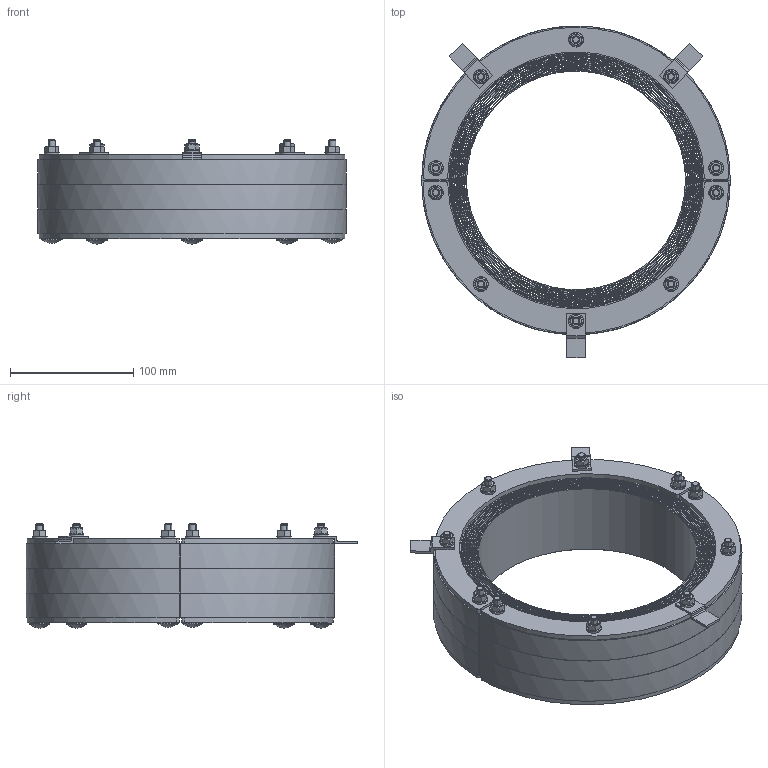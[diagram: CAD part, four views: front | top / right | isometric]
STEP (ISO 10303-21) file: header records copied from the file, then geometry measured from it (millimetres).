
FILE_DESCRIPTION((''),'2;1');
FILE_NAME('RS250.stp','2009-08-14T11:15:43',('JE BOHLIN'),('Roxtec International AB'),'Mechanical Desktop 2005','Mechanical Desktop 2005',', , ');
FILE_SCHEMA(('CONFIG_CONTROL_DESIGN'));
Length unit declared in the file: millimetre
Products named in the file (10): RS250; FIRST; RUBBER; MDM_BLUE; WASHER - ISO 7089 - 6 - 140 HV; HEX NUT - ISO 4032 - M6; CUP HEAD SQUARE NECK BOLT - DIN 603 - M6 X 80; FITTINGS; FASTENERS; FLANGE
Assembly tree (36 placements, depth 3):
  RS250
    FIRST  x2
      RUBBER
      MDM_BLUE
      WASHER - ISO 7089 - 6 - 140 HV
      HEX NUT - ISO 4032 - M6
      CUP HEAD SQUARE NECK BOLT - DIN 603 - M6 X 80
      FITTINGS
    FASTENERS
      HEX NUT - ISO 4032 - M6  x6
      WASHER - ISO 7089 - 6 - 140 HV  x6
    FLANGE  x3
Bounding box: 250 x 268.82 x 84.45 mm (x, y, z)
Surface area: 965473.1 mm2 (no closed solid volume)
Topology: 0 solids, 0 shells, 1136 faces, 5524 edges, 5524 vertices
Faces by surface type: bspline 1136
Entity records: 9431 total; most frequent: CARTESIAN_POINT 6235, COMPOSITE_CURVE_SEGMENT 982, QUASI_UNIFORM_CURVE 858, PCURVE 410, OUTER_BOUNDARY_CURVE 199, CURVE_BOUNDED_SURFACE 199, QUASI_UNIFORM_SURFACE 95, DIRECTION 74
